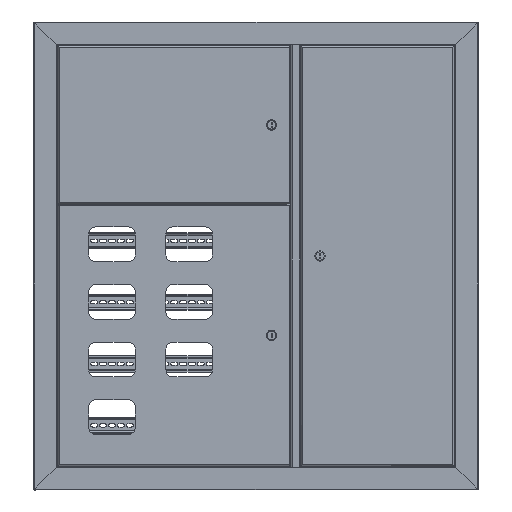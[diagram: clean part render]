
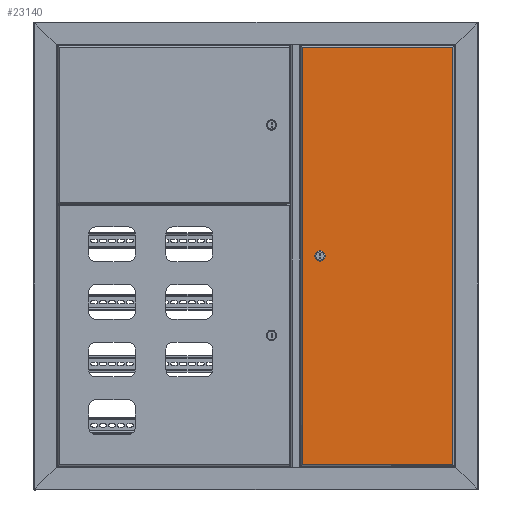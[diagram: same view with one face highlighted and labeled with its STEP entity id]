
A CAD part, top view. The second image highlights one B-rep face of the part: STEP entity #23140.
In plain terms, the highlighted planar face has unit normal (0, 0, 1).
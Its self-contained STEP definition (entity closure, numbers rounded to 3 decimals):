
#1360 = VERTEX_POINT ( 'NONE', #12323 ) ;
#1806 = DIRECTION ( 'NONE',  ( 1., 0., 0. ) ) ;
#3514 = EDGE_CURVE ( 'NONE', #21437, #1360, #18664, .T. ) ;
#3943 = EDGE_CURVE ( 'NONE', #50617, #9080, #14596, .T. ) ;
#5017 = CARTESIAN_POINT ( 'NONE',  ( 894.7, 0., 0. ) ) ;
#5270 = CIRCLE ( 'NONE', #11150, 9.25 ) ;
#5979 = ORIENTED_EDGE ( 'NONE', *, *, #3943, .F. ) ;
#6250 = AXIS2_PLACEMENT_3D ( 'NONE', #18302, #7928, #8535 ) ;
#6712 = CARTESIAN_POINT ( 'NONE',  ( 448.2, 40., 0. ) ) ;
#6799 = ORIENTED_EDGE ( 'NONE', *, *, #32555, .T. ) ;
#7928 = DIRECTION ( 'NONE',  ( 0., 0., -1. ) ) ;
#8451 = EDGE_CURVE ( 'NONE', #34470, #46849, #40039, .T. ) ;
#8535 = DIRECTION ( 'NONE',  ( -1., 0., 0. ) ) ;
#9080 = VERTEX_POINT ( 'NONE', #37000 ) ;
#9150 = ORIENTED_EDGE ( 'NONE', *, *, #20467, .F. ) ;
#9394 = ORIENTED_EDGE ( 'NONE', *, *, #23052, .F. ) ;
#9931 = LINE ( 'NONE', #5017, #59703 ) ;
#10458 = CARTESIAN_POINT ( 'NONE',  ( 444.551, 31.5, 0. ) ) ;
#11150 = AXIS2_PLACEMENT_3D ( 'NONE', #6712, #29662, #1806 ) ;
#12323 = CARTESIAN_POINT ( 'NONE',  ( 451.849, 31.5, 0. ) ) ;
#13223 = VECTOR ( 'NONE', #25630, 1000. ) ;
#13231 = CARTESIAN_POINT ( 'NONE',  ( 1.7, 1.7, 0. ) ) ;
#14575 = DIRECTION ( 'NONE',  ( 0., 0., 1. ) ) ;
#14596 = LINE ( 'NONE', #28364, #54551 ) ;
#16438 = DIRECTION ( 'NONE',  ( 1., 0., 0. ) ) ;
#16506 = EDGE_CURVE ( 'NONE', #49254, #34470, #9931, .T. ) ;
#16522 = EDGE_CURVE ( 'NONE', #46849, #44575, #19095, .T. ) ;
#18302 = CARTESIAN_POINT ( 'NONE',  ( 0., 325.7, 0. ) ) ;
#18340 = CARTESIAN_POINT ( 'NONE',  ( 1.7, 324., 0. ) ) ;
#18664 = LINE ( 'NONE', #37333, #35941 ) ;
#18957 = ORIENTED_EDGE ( 'NONE', *, *, #3514, .F. ) ;
#19057 = CARTESIAN_POINT ( 'NONE',  ( 1.7, 1.7, 0. ) ) ;
#19095 = LINE ( 'NONE', #46652, #33295 ) ;
#19258 = EDGE_LOOP ( 'NONE', ( #6799, #36704, #44263, #39419 ) ) ;
#20467 = EDGE_CURVE ( 'NONE', #1360, #53710, #35370, .T. ) ;
#21437 = VERTEX_POINT ( 'NONE', #10458 ) ;
#23052 = EDGE_CURVE ( 'NONE', #53710, #50617, #5270, .T. ) ;
#23140 = ADVANCED_FACE ( 'NONE', ( #59938, #55039 ), #50464, .F. ) ;
#25630 = DIRECTION ( 'NONE',  ( -1., 0., 0. ) ) ;
#26696 = DIRECTION ( 'NONE',  ( 1., 0., 0. ) ) ;
#27313 = LINE ( 'NONE', #13231, #31068 ) ;
#27583 = ORIENTED_EDGE ( 'NONE', *, *, #41282, .F. ) ;
#27985 = DIRECTION ( 'NONE',  ( 0., 1., 0. ) ) ;
#28137 = CARTESIAN_POINT ( 'NONE',  ( 894.7, 324., 0. ) ) ;
#28364 = CARTESIAN_POINT ( 'NONE',  ( 451.849, 48.5, 0. ) ) ;
#29662 = DIRECTION ( 'NONE',  ( 0., 0., 1. ) ) ;
#30693 = CIRCLE ( 'NONE', #45337, 9.25 ) ;
#31068 = VECTOR ( 'NONE', #26696, 1000. ) ;
#31796 = CARTESIAN_POINT ( 'NONE',  ( 894.7, 1.7, 0. ) ) ;
#32390 = EDGE_LOOP ( 'NONE', ( #5979, #9394, #9150, #18957, #27583 ) ) ;
#32555 = EDGE_CURVE ( 'NONE', #44575, #49254, #27313, .T. ) ;
#33295 = VECTOR ( 'NONE', #46955, 1000. ) ;
#33844 = CARTESIAN_POINT ( 'NONE',  ( 448.2, 40., 0. ) ) ;
#34457 = DIRECTION ( 'NONE',  ( 1., 0., 0. ) ) ;
#34470 = VERTEX_POINT ( 'NONE', #28137 ) ;
#34803 = CARTESIAN_POINT ( 'NONE',  ( 448.2, 40., 0. ) ) ;
#35370 = CIRCLE ( 'NONE', #58819, 9.25 ) ;
#35941 = VECTOR ( 'NONE', #42532, 1000. ) ;
#36704 = ORIENTED_EDGE ( 'NONE', *, *, #16506, .T. ) ;
#37000 = CARTESIAN_POINT ( 'NONE',  ( 444.551, 48.5, 0. ) ) ;
#37333 = CARTESIAN_POINT ( 'NONE',  ( 451.849, 31.5, 0. ) ) ;
#38172 = DIRECTION ( 'NONE',  ( -1., 0., 0. ) ) ;
#39419 = ORIENTED_EDGE ( 'NONE', *, *, #16522, .T. ) ;
#40039 = LINE ( 'NONE', #58685, #13223 ) ;
#41282 = EDGE_CURVE ( 'NONE', #9080, #21437, #30693, .T. ) ;
#42226 = CARTESIAN_POINT ( 'NONE',  ( 457.45, 40., 0. ) ) ;
#42532 = DIRECTION ( 'NONE',  ( 1., 0., 0. ) ) ;
#44263 = ORIENTED_EDGE ( 'NONE', *, *, #8451, .T. ) ;
#44575 = VERTEX_POINT ( 'NONE', #19057 ) ;
#45337 = AXIS2_PLACEMENT_3D ( 'NONE', #34803, #53476, #16438 ) ;
#45812 = CARTESIAN_POINT ( 'NONE',  ( 451.849, 48.5, 0. ) ) ;
#46652 = CARTESIAN_POINT ( 'NONE',  ( 1.7, 324.293, 0. ) ) ;
#46849 = VERTEX_POINT ( 'NONE', #18340 ) ;
#46955 = DIRECTION ( 'NONE',  ( 0., -1., 0. ) ) ;
#49254 = VERTEX_POINT ( 'NONE', #31796 ) ;
#50464 = PLANE ( 'NONE',  #6250 ) ;
#50617 = VERTEX_POINT ( 'NONE', #45812 ) ;
#53476 = DIRECTION ( 'NONE',  ( 0., 0., 1. ) ) ;
#53710 = VERTEX_POINT ( 'NONE', #42226 ) ;
#54551 = VECTOR ( 'NONE', #38172, 1000. ) ;
#55039 = FACE_OUTER_BOUND ( 'NONE', #19258, .T. ) ;
#58685 = CARTESIAN_POINT ( 'NONE',  ( 894.993, 324., 0. ) ) ;
#58819 = AXIS2_PLACEMENT_3D ( 'NONE', #33844, #14575, #34457 ) ;
#59703 = VECTOR ( 'NONE', #27985, 1000. ) ;
#59938 = FACE_BOUND ( 'NONE', #32390, .T. ) ;
